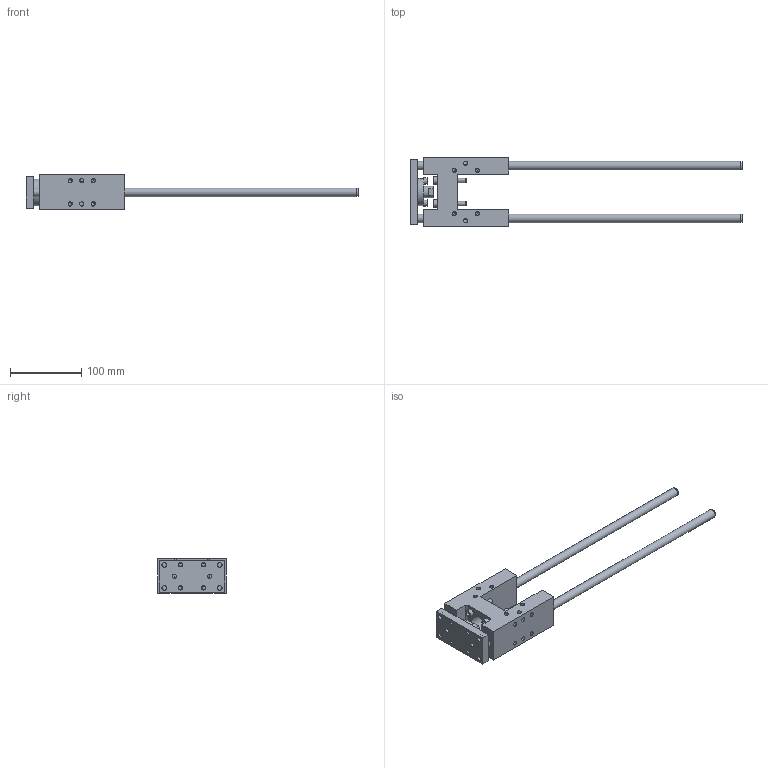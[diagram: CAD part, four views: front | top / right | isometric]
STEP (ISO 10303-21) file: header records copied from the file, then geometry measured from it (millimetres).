
FILE_DESCRIPTION( ( 'STEP AP203' ), '1' );
FILE_NAME( '324A6_30.step', '2003-09-03T06:42:06', ( ' ' ), ( ' ' ), 'XStep 1.0', ' ', ' ' );
FILE_SCHEMA( ( 'CONFIG_CONTROL_DESIGN' ) );
Length unit declared in the file: metre
Products named in the file (2): 1; 2
Bounding box: 467 x 97 x 49 mm (x, y, z)
Volume: 446964.4 mm3; surface area: 116221.4 mm2
Topology: 2 solids, 5 shells, 277 faces, 637 edges, 424 vertices
Faces by surface type: plane 132, cylinder 104, cone 41
Full cylindrical faces by diameter (mm): 4.918 x32, 5 x4, 5.5 x2, 6 x16, 6.2 x12, 6.5 x4, 6.6 x4, 8.5 x2, 8.647 x2, 10 x4, 11 x4, 12 x4, 16 x1, 18 x1, 22.8 x1, 25 x1, 30 x1, 38 x1
Entity records: 6833 total; most frequent: CARTESIAN_POINT 1247, DIRECTION 1198, ORIENTED_EDGE 832, AXIS2_PLACEMENT_3D 511, EDGE_LOOP 502, EDGE_CURVE 416, FACE_OUTER_BOUND 371, VERTEX_POINT 356
